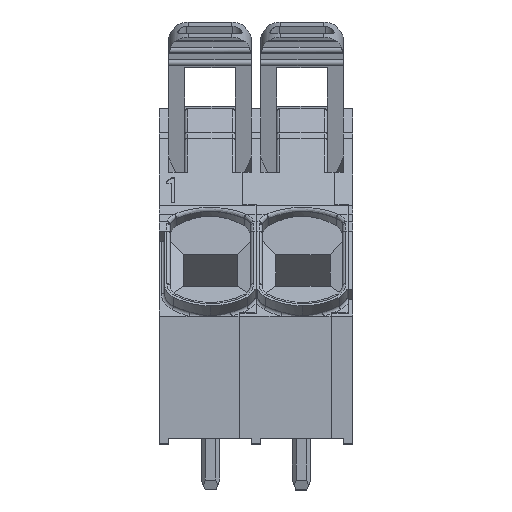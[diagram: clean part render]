
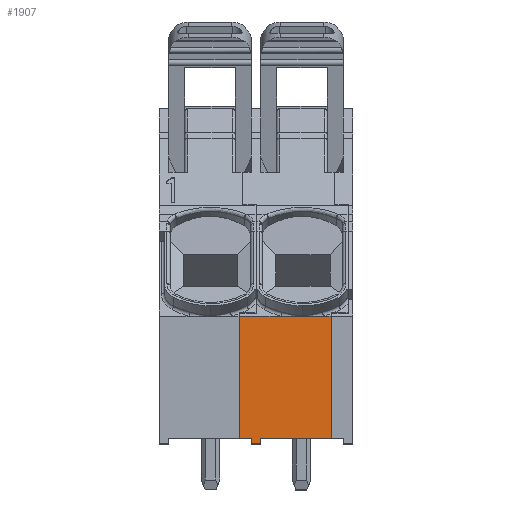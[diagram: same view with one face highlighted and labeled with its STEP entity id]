
A CAD part, top view. The second image highlights one B-rep face of the part: STEP entity #1907.
In plain terms, the highlighted planar face has unit normal (0, 0, 1).
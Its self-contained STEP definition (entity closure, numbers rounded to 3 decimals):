
#515 = CARTESIAN_POINT ( 'NONE',  ( 3.825, 14.333, 9.1 ) ) ;
#605 = ORIENTED_EDGE ( 'NONE', *, *, #16865, .F. ) ;
#830 = ORIENTED_EDGE ( 'NONE', *, *, #12137, .F. ) ;
#835 = ORIENTED_EDGE ( 'NONE', *, *, #18252, .F. ) ;
#935 = VECTOR ( 'NONE', #8599, 1000. ) ;
#969 = VECTOR ( 'NONE', #2336, 1000. ) ;
#1040 = LINE ( 'NONE', #11924, #17956 ) ;
#1724 = DIRECTION ( 'NONE',  ( 0., -1., 0. ) ) ;
#1804 = DIRECTION ( 'NONE',  ( -1., 0., 0. ) ) ;
#1860 = CARTESIAN_POINT ( 'NONE',  ( 0.4, 3.8, 9.1 ) ) ;
#1907 = ADVANCED_FACE ( 'NONE', ( #5342 ), #16531, .F. ) ;
#2057 = VERTEX_POINT ( 'NONE', #3724 ) ;
#2071 = DIRECTION ( 'NONE',  ( -1., 0., 0. ) ) ;
#2136 = EDGE_CURVE ( 'NONE', #16889, #14492, #8330, .T. ) ;
#2336 = DIRECTION ( 'NONE',  ( 1., 0., 0. ) ) ;
#2390 = ORIENTED_EDGE ( 'NONE', *, *, #15023, .F. ) ;
#2407 = DIRECTION ( 'NONE',  ( -1., 0., 0. ) ) ;
#2610 = CARTESIAN_POINT ( 'NONE',  ( 5.575, 14.333, 9.1 ) ) ;
#2756 = ORIENTED_EDGE ( 'NONE', *, *, #2136, .F. ) ;
#2763 = EDGE_CURVE ( 'NONE', #16927, #11596, #3629, .T. ) ;
#2831 = ORIENTED_EDGE ( 'NONE', *, *, #4198, .T. ) ;
#3629 = LINE ( 'NONE', #16679, #14057 ) ;
#3724 = CARTESIAN_POINT ( 'NONE',  ( 6.2, 14.333, 9.1 ) ) ;
#3732 = VERTEX_POINT ( 'NONE', #515 ) ;
#4081 = ORIENTED_EDGE ( 'NONE', *, *, #8715, .T. ) ;
#4182 = LINE ( 'NONE', #11219, #9286 ) ;
#4198 = EDGE_CURVE ( 'NONE', #5269, #3732, #15164, .T. ) ;
#4517 = VERTEX_POINT ( 'NONE', #19087 ) ;
#4883 = ORIENTED_EDGE ( 'NONE', *, *, #12941, .F. ) ;
#5269 = VERTEX_POINT ( 'NONE', #2610 ) ;
#5299 = ORIENTED_EDGE ( 'NONE', *, *, #16092, .F. ) ;
#5342 = FACE_OUTER_BOUND ( 'NONE', #10521, .T. ) ;
#6246 = CARTESIAN_POINT ( 'NONE',  ( 6.2, 4.25, 9.1 ) ) ;
#6462 = ORIENTED_EDGE ( 'NONE', *, *, #2763, .F. ) ;
#6494 = LINE ( 'NONE', #13565, #16677 ) ;
#7304 = AXIS2_PLACEMENT_3D ( 'NONE', #7687, #12148, #1804 ) ;
#7315 = CARTESIAN_POINT ( 'NONE',  ( 0., 14.333, 9.1 ) ) ;
#7631 = DIRECTION ( 'NONE',  ( -1., 0., 0. ) ) ;
#7687 = CARTESIAN_POINT ( 'NONE',  ( 8., 3.8, 9.1 ) ) ;
#7713 = VERTEX_POINT ( 'NONE', #6246 ) ;
#8214 = VECTOR ( 'NONE', #7631, 1000. ) ;
#8330 = LINE ( 'NONE', #18648, #9252 ) ;
#8599 = DIRECTION ( 'NONE',  ( -1., 0., 0. ) ) ;
#8715 = EDGE_CURVE ( 'NONE', #2057, #5269, #15458, .T. ) ;
#8723 = LINE ( 'NONE', #7315, #12915 ) ;
#8754 = DIRECTION ( 'NONE',  ( 0., 1., 0. ) ) ;
#9171 = VERTEX_POINT ( 'NONE', #18111 ) ;
#9252 = VECTOR ( 'NONE', #2407, 1000. ) ;
#9284 = LINE ( 'NONE', #1860, #11826 ) ;
#9286 = VECTOR ( 'NONE', #13984, 1000. ) ;
#9297 = LINE ( 'NONE', #15983, #935 ) ;
#9305 = CARTESIAN_POINT ( 'NONE',  ( -0.4, 4.25, 9.1 ) ) ;
#9853 = CARTESIAN_POINT ( 'NONE',  ( 8., 4.25, 9.1 ) ) ;
#10224 = CARTESIAN_POINT ( 'NONE',  ( 2.075, 14.333, 9.1 ) ) ;
#10461 = CARTESIAN_POINT ( 'NONE',  ( 8., 14.333, 9.1 ) ) ;
#10521 = EDGE_LOOP ( 'NONE', ( #4883, #830, #605, #4081, #2831, #835, #6462, #5299, #14079, #2390, #2756 ) ) ;
#10636 = CARTESIAN_POINT ( 'NONE',  ( 0.4, 3.8, 9.1 ) ) ;
#10754 = VERTEX_POINT ( 'NONE', #9305 ) ;
#10909 = CARTESIAN_POINT ( 'NONE',  ( 8., 14.333, 9.1 ) ) ;
#11219 = CARTESIAN_POINT ( 'NONE',  ( -1.35, 3.8, 9.1 ) ) ;
#11432 = EDGE_CURVE ( 'NONE', #4517, #10754, #12129, .T. ) ;
#11596 = VERTEX_POINT ( 'NONE', #10224 ) ;
#11826 = VECTOR ( 'NONE', #1724, 1000. ) ;
#11924 = CARTESIAN_POINT ( 'NONE',  ( -0.4, 3.8, 9.1 ) ) ;
#12129 = LINE ( 'NONE', #9853, #969 ) ;
#12137 = EDGE_CURVE ( 'NONE', #7713, #9171, #9297, .T. ) ;
#12148 = DIRECTION ( 'NONE',  ( 0., 0., -1. ) ) ;
#12202 = DIRECTION ( 'NONE',  ( 0., -1., 0. ) ) ;
#12915 = VECTOR ( 'NONE', #13293, 1000. ) ;
#12941 = EDGE_CURVE ( 'NONE', #9171, #16889, #9284, .T. ) ;
#13293 = DIRECTION ( 'NONE',  ( 1., 0., 0. ) ) ;
#13565 = CARTESIAN_POINT ( 'NONE',  ( 6.2, 3.8, 9.1 ) ) ;
#13643 = CARTESIAN_POINT ( 'NONE',  ( -0.4, 3.8, 9.1 ) ) ;
#13984 = DIRECTION ( 'NONE',  ( 0., 1., 0. ) ) ;
#14057 = VECTOR ( 'NONE', #17281, 1000. ) ;
#14079 = ORIENTED_EDGE ( 'NONE', *, *, #11432, .T. ) ;
#14492 = VERTEX_POINT ( 'NONE', #13643 ) ;
#14987 = CARTESIAN_POINT ( 'NONE',  ( -1.35, 14.333, 9.1 ) ) ;
#15023 = EDGE_CURVE ( 'NONE', #14492, #10754, #1040, .T. ) ;
#15164 = LINE ( 'NONE', #10461, #8214 ) ;
#15458 = LINE ( 'NONE', #10909, #17044 ) ;
#15983 = CARTESIAN_POINT ( 'NONE',  ( 8., 4.25, 9.1 ) ) ;
#16092 = EDGE_CURVE ( 'NONE', #4517, #16927, #4182, .T. ) ;
#16531 = PLANE ( 'NONE',  #7304 ) ;
#16677 = VECTOR ( 'NONE', #12202, 1000. ) ;
#16679 = CARTESIAN_POINT ( 'NONE',  ( 0., 14.333, 9.1 ) ) ;
#16865 = EDGE_CURVE ( 'NONE', #2057, #7713, #6494, .T. ) ;
#16889 = VERTEX_POINT ( 'NONE', #10636 ) ;
#16927 = VERTEX_POINT ( 'NONE', #14987 ) ;
#17044 = VECTOR ( 'NONE', #2071, 1000. ) ;
#17281 = DIRECTION ( 'NONE',  ( 1., 0., 0. ) ) ;
#17956 = VECTOR ( 'NONE', #8754, 1000. ) ;
#18111 = CARTESIAN_POINT ( 'NONE',  ( 0.4, 4.25, 9.1 ) ) ;
#18252 = EDGE_CURVE ( 'NONE', #11596, #3732, #8723, .T. ) ;
#18648 = CARTESIAN_POINT ( 'NONE',  ( 8., 3.8, 9.1 ) ) ;
#19087 = CARTESIAN_POINT ( 'NONE',  ( -1.35, 4.25, 9.1 ) ) ;
